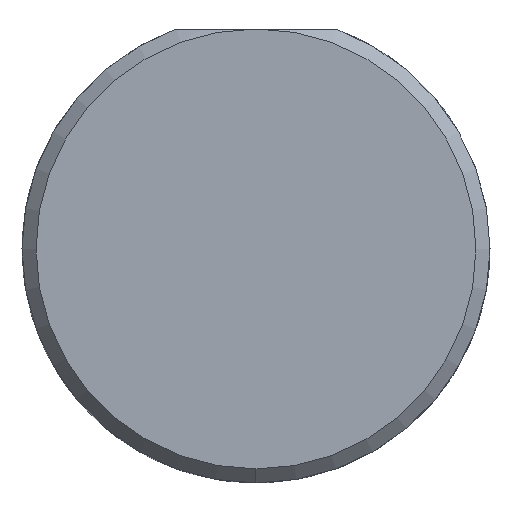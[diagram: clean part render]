
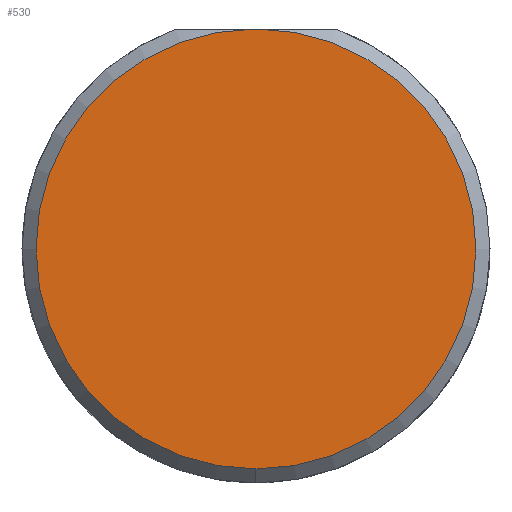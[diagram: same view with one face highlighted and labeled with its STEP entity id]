
A CAD part, left-side view. The second image highlights one B-rep face of the part: STEP entity #530.
In plain terms, the highlighted planar face has unit normal (-1, 0, 0).
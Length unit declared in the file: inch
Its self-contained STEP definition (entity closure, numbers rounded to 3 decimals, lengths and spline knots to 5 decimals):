
#28 = ORIENTED_EDGE ( 'NONE', *, *, #521, .T. ) ;
#64 = EDGE_CURVE ( 'NONE', #295, #814, #154, .T. ) ;
#67 = ORIENTED_EDGE ( 'NONE', *, *, #64, .T. ) ;
#109 = CARTESIAN_POINT ( 'NONE',  ( 0., 0., 0.23485 ) ) ;
#115 = CIRCLE ( 'NONE', #439, 0.23485 ) ;
#132 = DIRECTION ( 'NONE',  ( -1., 0., 0. ) ) ;
#154 = CIRCLE ( 'NONE', #673, 0.23485 ) ;
#187 = CARTESIAN_POINT ( 'NONE',  ( 0., 0., -0.23485 ) ) ;
#239 = DIRECTION ( 'NONE',  ( 0., 0., -1. ) ) ;
#261 = CARTESIAN_POINT ( 'NONE',  ( 0., 0., 0. ) ) ;
#295 = VERTEX_POINT ( 'NONE', #187 ) ;
#301 = DIRECTION ( 'NONE',  ( -1., 0., 0. ) ) ;
#337 = AXIS2_PLACEMENT_3D ( 'NONE', #709, #343, #815 ) ;
#339 = CARTESIAN_POINT ( 'NONE',  ( 0., 0., 0. ) ) ;
#343 = DIRECTION ( 'NONE',  ( 1., 0., 0. ) ) ;
#428 = EDGE_LOOP ( 'NONE', ( #28, #67 ) ) ;
#439 = AXIS2_PLACEMENT_3D ( 'NONE', #339, #301, #239 ) ;
#521 = EDGE_CURVE ( 'NONE', #814, #295, #115, .T. ) ;
#522 = FACE_OUTER_BOUND ( 'NONE', #428, .T. ) ;
#530 = ADVANCED_FACE ( 'NONE', ( #522 ), #648, .F. ) ;
#648 = PLANE ( 'NONE',  #337 ) ;
#673 = AXIS2_PLACEMENT_3D ( 'NONE', #261, #132, #697 ) ;
#697 = DIRECTION ( 'NONE',  ( 0., 0., -1. ) ) ;
#709 = CARTESIAN_POINT ( 'NONE',  ( 0., 0., 0. ) ) ;
#814 = VERTEX_POINT ( 'NONE', #109 ) ;
#815 = DIRECTION ( 'NONE',  ( 0., 0., -1. ) ) ;
